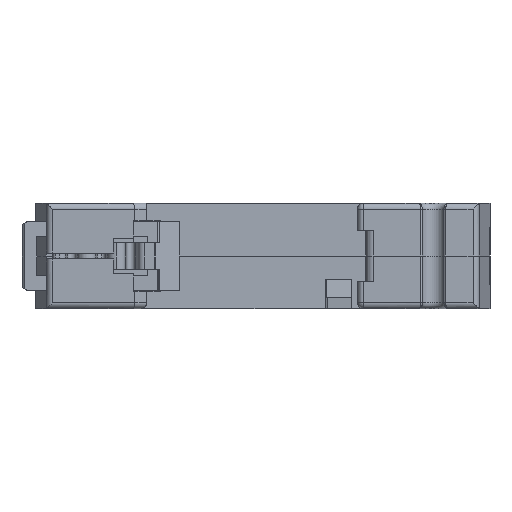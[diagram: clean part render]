
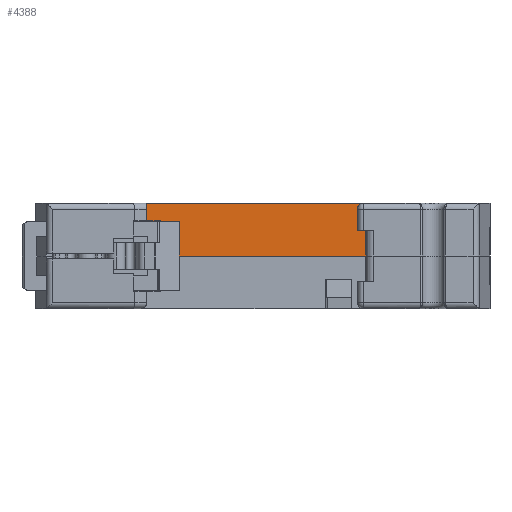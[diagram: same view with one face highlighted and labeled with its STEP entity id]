
A CAD part, front view. The second image highlights one B-rep face of the part: STEP entity #4388.
In plain terms, the highlighted planar face has unit normal (0, -1, 0).
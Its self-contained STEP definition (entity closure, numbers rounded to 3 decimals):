
#2603=PLANE('',#36222);
#4388=ADVANCED_FACE('',(#6550),#2603,.T.);
#6550=FACE_OUTER_BOUND('',#8330,.T.);
#8330=EDGE_LOOP('',(#22715,#22716,#22717,#22718,#22719,#22720));
#11232=LINE('',#57192,#14659);
#11341=LINE('',#57545,#14768);
#11607=LINE('',#58165,#15034);
#11635=LINE('',#58230,#15062);
#11636=LINE('',#58232,#15063);
#11637=LINE('',#58234,#15064);
#14659=VECTOR('',#43349,1.);
#14768=VECTOR('',#43570,1.);
#15034=VECTOR('',#44082,1.);
#15062=VECTOR('',#44132,1.);
#15063=VECTOR('',#44135,1.);
#15064=VECTOR('',#44136,1.);
#22715=ORIENTED_EDGE('',*,*,#32040,.F.);
#22716=ORIENTED_EDGE('',*,*,#31686,.F.);
#22717=ORIENTED_EDGE('',*,*,#32039,.T.);
#22718=ORIENTED_EDGE('',*,*,#31531,.F.);
#22719=ORIENTED_EDGE('',*,*,#32008,.F.);
#22720=ORIENTED_EDGE('',*,*,#32041,.T.);
#27405=VERTEX_POINT('',#57191);
#27406=VERTEX_POINT('',#57193);
#27539=VERTEX_POINT('',#57544);
#27540=VERTEX_POINT('',#57546);
#27762=VERTEX_POINT('',#58164);
#27785=VERTEX_POINT('',#58233);
#31531=EDGE_CURVE('',#27405,#27406,#11232,.T.);
#31686=EDGE_CURVE('',#27539,#27540,#11341,.T.);
#32008=EDGE_CURVE('',#27762,#27405,#11607,.T.);
#32039=EDGE_CURVE('',#27539,#27406,#11635,.T.);
#32040=EDGE_CURVE('',#27540,#27785,#11636,.T.);
#32041=EDGE_CURVE('',#27762,#27785,#11637,.T.);
#36222=AXIS2_PLACEMENT_3D('',#58235,#44137,#44138);
#43349=DIRECTION('',(1.,0.,0.));
#43570=DIRECTION('',(-1.,0.,0.));
#44082=DIRECTION('',(0.,0.,1.));
#44132=DIRECTION('',(0.,0.,1.));
#44135=DIRECTION('',(0.,0.,1.));
#44136=DIRECTION('',(1.,0.,0.));
#44137=DIRECTION('',(0.,-1.,0.));
#44138=DIRECTION('',(0.,0.,1.));
#57191=CARTESIAN_POINT('',(2.8,-59.78,-10.));
#57192=CARTESIAN_POINT('',(2.8,-59.78,-10.));
#57193=CARTESIAN_POINT('',(39.8,-59.78,-10.));
#57544=CARTESIAN_POINT('',(39.8,-59.78,-18.9));
#57545=CARTESIAN_POINT('',(39.8,-59.78,-18.9));
#57546=CARTESIAN_POINT('',(5.15,-59.78,-18.9));
#58164=CARTESIAN_POINT('',(2.8,-59.78,-12.94));
#58165=CARTESIAN_POINT('',(2.8,-59.78,-11.5));
#58230=CARTESIAN_POINT('',(39.8,-59.78,-11.5));
#58232=CARTESIAN_POINT('',(5.15,-59.78,-11.5));
#58233=CARTESIAN_POINT('',(5.15,-59.78,-12.94));
#58234=CARTESIAN_POINT('',(2.8,-59.78,-12.94));
#58235=CARTESIAN_POINT('',(2.8,-59.78,-11.5));
